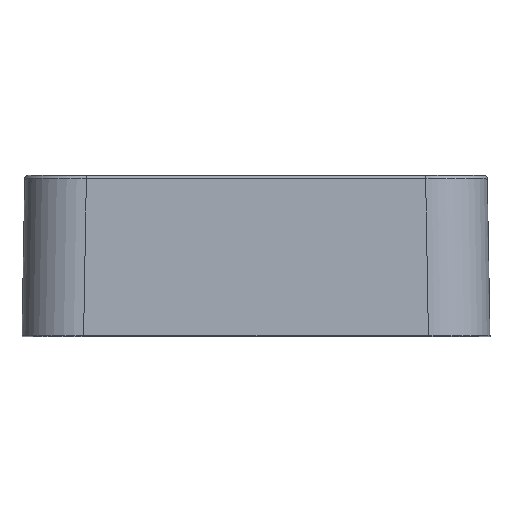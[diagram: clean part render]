
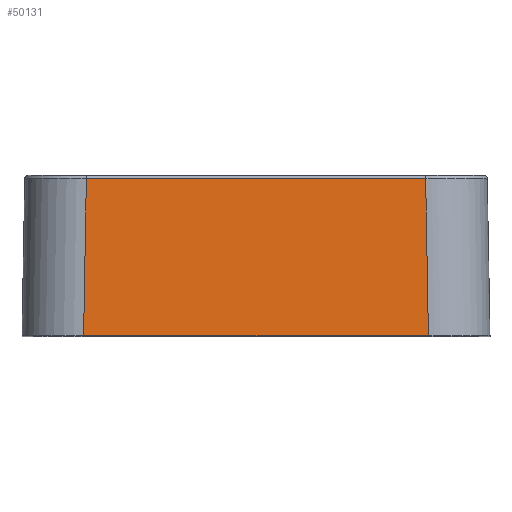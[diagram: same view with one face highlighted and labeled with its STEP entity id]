
A CAD part, top view. The second image highlights one B-rep face of the part: STEP entity #50131.
In plain terms, the highlighted planar face has unit normal (0, 0.044, 0.999).
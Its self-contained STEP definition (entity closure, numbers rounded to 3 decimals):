
#1903 = CARTESIAN_POINT ( 'NONE',  ( 187.555, -130., 259.561 ) ) ;
#1927 = DIRECTION ( 'NONE',  ( -1., 0., 0. ) ) ;
#4952 = CARTESIAN_POINT ( 'NONE',  ( 137.636, -2.869, 254.01 ) ) ;
#7778 = EDGE_CURVE ( 'NONE', #54330, #22031, #24081, .T. ) ;
#7839 = CARTESIAN_POINT ( 'NONE',  ( 187.555, 0., 253.885 ) ) ;
#8533 = DIRECTION ( 'NONE',  ( 0., 0.044, 0.999 ) ) ;
#9771 = AXIS2_PLACEMENT_3D ( 'NONE', #7839, #8533, #13551 ) ;
#13551 = DIRECTION ( 'NONE',  ( 0., -0.999, 0.044 ) ) ;
#15654 = CARTESIAN_POINT ( 'NONE',  ( 139.855, -130., 259.561 ) ) ;
#17295 = CARTESIAN_POINT ( 'NONE',  ( 187.555, -2.869, 254.01 ) ) ;
#17982 = DIRECTION ( 'NONE',  ( -1., 0., 0. ) ) ;
#17993 = CARTESIAN_POINT ( 'NONE',  ( -139.855, -130., 259.561 ) ) ;
#22031 = VERTEX_POINT ( 'NONE', #32270 ) ;
#22418 = DIRECTION ( 'NONE',  ( -0.017, -0.999, 0.044 ) ) ;
#24081 = LINE ( 'NONE', #17295, #60865 ) ;
#24279 = FACE_OUTER_BOUND ( 'NONE', #59397, .T. ) ;
#24732 = CARTESIAN_POINT ( 'NONE',  ( 137.601, -0.87, 253.923 ) ) ;
#24928 = VECTOR ( 'NONE', #17982, 1000. ) ;
#31476 = EDGE_CURVE ( 'NONE', #22031, #66231, #45631, .T. ) ;
#32270 = CARTESIAN_POINT ( 'NONE',  ( -137.636, -2.869, 254.01 ) ) ;
#34067 = LINE ( 'NONE', #1903, #24928 ) ;
#40344 = ORIENTED_EDGE ( 'NONE', *, *, #68460, .T. ) ;
#45631 = LINE ( 'NONE', #54941, #47332 ) ;
#47332 = VECTOR ( 'NONE', #22418, 1000. ) ;
#50131 = ADVANCED_FACE ( 'NONE', ( #24279 ), #52479, .T. ) ;
#50528 = VERTEX_POINT ( 'NONE', #15654 ) ;
#52479 = PLANE ( 'NONE',  #9771 ) ;
#54330 = VERTEX_POINT ( 'NONE', #4952 ) ;
#54941 = CARTESIAN_POINT ( 'NONE',  ( -137.487, 5.663, 253.638 ) ) ;
#55841 = DIRECTION ( 'NONE',  ( -0.017, 0.999, -0.044 ) ) ;
#57401 = ORIENTED_EDGE ( 'NONE', *, *, #62283, .F. ) ;
#58025 = VECTOR ( 'NONE', #55841, 1000. ) ;
#59397 = EDGE_LOOP ( 'NONE', ( #57401, #40344, #61514, #66271 ) ) ;
#60865 = VECTOR ( 'NONE', #1927, 1000. ) ;
#61514 = ORIENTED_EDGE ( 'NONE', *, *, #7778, .T. ) ;
#62283 = EDGE_CURVE ( 'NONE', #50528, #66231, #34067, .T. ) ;
#66231 = VERTEX_POINT ( 'NONE', #17993 ) ;
#66271 = ORIENTED_EDGE ( 'NONE', *, *, #31476, .T. ) ;
#67243 = LINE ( 'NONE', #24732, #58025 ) ;
#68460 = EDGE_CURVE ( 'NONE', #50528, #54330, #67243, .T. ) ;
